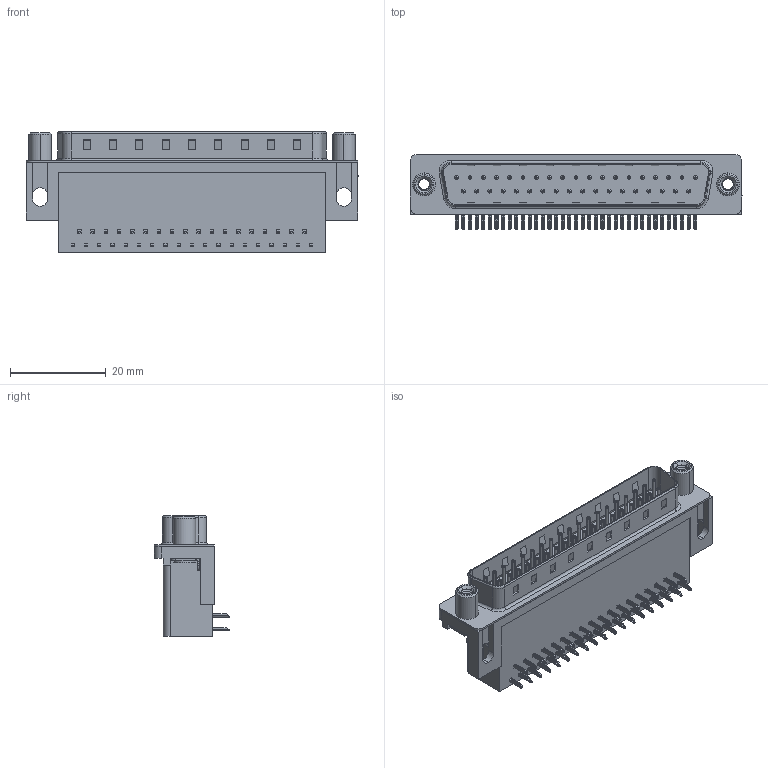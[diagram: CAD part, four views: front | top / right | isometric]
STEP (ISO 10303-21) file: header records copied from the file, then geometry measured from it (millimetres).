
FILE_DESCRIPTION (( 'STEP AP203' ), '1' );
FILE_NAME ('625-037-662-500.STEP', '2018-11-06T06:51:10', ( '' ), ( '' ), 'SwSTEP 2.0', 'SolidWorks 2016', '' );
FILE_SCHEMA (( 'CONFIG_CONTROL_DESIGN' ));
Length unit declared in the file: millimetre
Products named in the file (7): 625 Round Threaded Standoff; 625-037-662-500; 625 Housing_37 Socket; 625 Shell_37 Socket; 625 Contact Bottom; 625 Contact Top; 625 Non Board Mount
Assembly tree (43 placements, depth 2):
  625-037-662-500
    625 Housing_37 Socket
    625 Shell_37 Socket
    625 Contact Bottom  x18
    625 Contact Top  x19
    625 Non Board Mount  x2
    625 Round Threaded Standoff  x2
Bounding box: 69.4 x 15.73 x 25.16 mm (x, y, z)
Volume: 12663.5 mm3; surface area: 11819.3 mm2
Topology: 43 solids, 43 shells, 3193 faces, 7903 edges, 4875 vertices
Faces by surface type: plane 2007, cylinder 921, torus 237, bspline 16, cone 12
Entity records: 26957 total; most frequent: CARTESIAN_POINT 6016, DIRECTION 4012, ORIENTED_EDGE 3902, EDGE_CURVE 1951, LINE 1406, VECTOR 1406, AXIS2_PLACEMENT_3D 1303, VERTEX_POINT 1259
